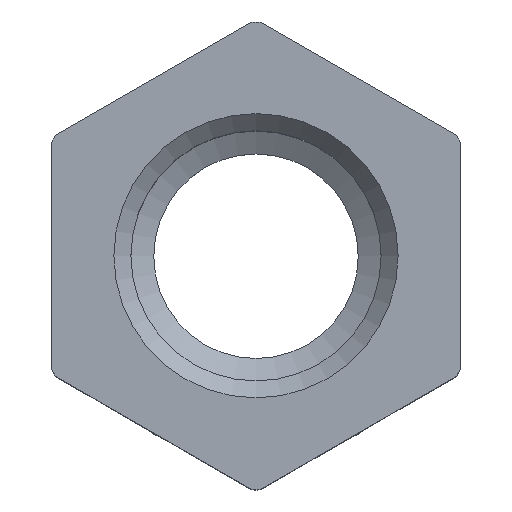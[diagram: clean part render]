
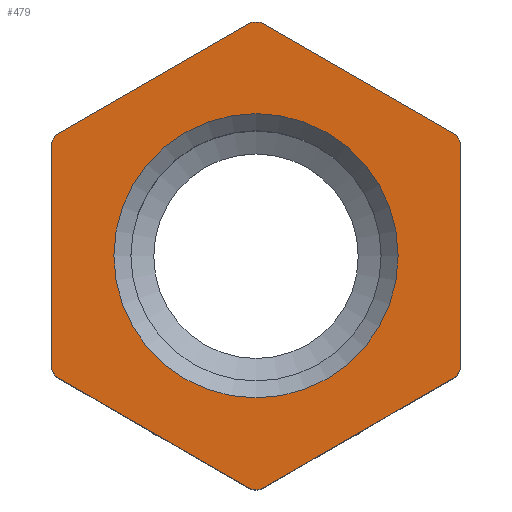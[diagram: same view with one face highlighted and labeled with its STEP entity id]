
A CAD part, top view. The second image highlights one B-rep face of the part: STEP entity #479.
In plain terms, the highlighted planar face has unit normal (0, 0, 1).
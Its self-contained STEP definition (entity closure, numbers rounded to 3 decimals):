
#56=LINE('',#761,#74);
#57=LINE('',#765,#75);
#58=LINE('',#769,#76);
#59=LINE('',#773,#77);
#60=LINE('',#777,#78);
#61=LINE('',#781,#79);
#74=VECTOR('',#604,1000.);
#75=VECTOR('',#607,1000.);
#76=VECTOR('',#610,1000.);
#77=VECTOR('',#613,1000.);
#78=VECTOR('',#616,1000.);
#79=VECTOR('',#619,1000.);
#92=ORIENTED_EDGE('',*,*,#220,.T.);
#93=ORIENTED_EDGE('',*,*,#221,.F.);
#94=ORIENTED_EDGE('',*,*,#222,.T.);
#95=ORIENTED_EDGE('',*,*,#223,.F.);
#96=ORIENTED_EDGE('',*,*,#224,.T.);
#97=ORIENTED_EDGE('',*,*,#225,.F.);
#98=ORIENTED_EDGE('',*,*,#226,.T.);
#99=ORIENTED_EDGE('',*,*,#227,.F.);
#100=ORIENTED_EDGE('',*,*,#228,.T.);
#101=ORIENTED_EDGE('',*,*,#229,.F.);
#102=ORIENTED_EDGE('',*,*,#230,.T.);
#103=ORIENTED_EDGE('',*,*,#231,.F.);
#104=ORIENTED_EDGE('',*,*,#232,.T.);
#220=EDGE_CURVE('',#284,#284,#330,.T.);
#221=EDGE_CURVE('',#285,#286,#331,.T.);
#222=EDGE_CURVE('',#285,#287,#56,.T.);
#223=EDGE_CURVE('',#288,#287,#332,.T.);
#224=EDGE_CURVE('',#288,#289,#57,.T.);
#225=EDGE_CURVE('',#290,#289,#333,.T.);
#226=EDGE_CURVE('',#290,#291,#58,.T.);
#227=EDGE_CURVE('',#292,#291,#334,.T.);
#228=EDGE_CURVE('',#292,#293,#59,.T.);
#229=EDGE_CURVE('',#294,#293,#335,.T.);
#230=EDGE_CURVE('',#294,#295,#60,.T.);
#231=EDGE_CURVE('',#296,#295,#336,.T.);
#232=EDGE_CURVE('',#296,#286,#61,.T.);
#284=VERTEX_POINT('',#757);
#285=VERTEX_POINT('',#759);
#286=VERTEX_POINT('',#760);
#287=VERTEX_POINT('',#762);
#288=VERTEX_POINT('',#764);
#289=VERTEX_POINT('',#766);
#290=VERTEX_POINT('',#768);
#291=VERTEX_POINT('',#770);
#292=VERTEX_POINT('',#772);
#293=VERTEX_POINT('',#774);
#294=VERTEX_POINT('',#776);
#295=VERTEX_POINT('',#778);
#296=VERTEX_POINT('',#780);
#330=CIRCLE('',#528,4.864);
#331=CIRCLE('',#529,8.);
#332=CIRCLE('',#530,8.);
#333=CIRCLE('',#531,8.);
#334=CIRCLE('',#532,8.);
#335=CIRCLE('',#533,8.);
#336=CIRCLE('',#534,8.);
#364=EDGE_LOOP('',(#92));
#365=EDGE_LOOP('',(#93,#94,#95,#96,#97,#98,#99,#100,#101,#102,#103,#104));
#416=FACE_BOUND('',#364,.T.);
#417=FACE_BOUND('',#365,.T.);
#468=PLANE('',#527);
#479=ADVANCED_FACE('',(#416,#417),#468,.T.);
#527=AXIS2_PLACEMENT_3D('',#755,#598,#599);
#528=AXIS2_PLACEMENT_3D('',#756,#600,#601);
#529=AXIS2_PLACEMENT_3D('',#758,#602,#603);
#530=AXIS2_PLACEMENT_3D('',#763,#605,#606);
#531=AXIS2_PLACEMENT_3D('',#767,#608,#609);
#532=AXIS2_PLACEMENT_3D('',#771,#611,#612);
#533=AXIS2_PLACEMENT_3D('',#775,#614,#615);
#534=AXIS2_PLACEMENT_3D('',#779,#617,#618);
#598=DIRECTION('',(0.,0.,1.));
#599=DIRECTION('',(1.,0.,0.));
#600=DIRECTION('',(0.,0.,-1.));
#601=DIRECTION('',(-1.,0.,0.));
#602=DIRECTION('',(0.,0.,-1.));
#603=DIRECTION('',(-1.,0.,0.));
#604=DIRECTION('',(0.,-1.,0.));
#605=DIRECTION('',(0.,0.,-1.));
#606=DIRECTION('',(-1.,0.,0.));
#607=DIRECTION('',(0.866,-0.5,0.));
#608=DIRECTION('',(0.,0.,-1.));
#609=DIRECTION('',(-1.,0.,0.));
#610=DIRECTION('',(0.866,0.5,0.));
#611=DIRECTION('',(0.,0.,-1.));
#612=DIRECTION('',(-1.,0.,0.));
#613=DIRECTION('',(0.,1.,0.));
#614=DIRECTION('',(0.,0.,-1.));
#615=DIRECTION('',(-1.,0.,0.));
#616=DIRECTION('',(-0.866,0.5,0.));
#617=DIRECTION('',(0.,0.,-1.));
#618=DIRECTION('',(-1.,0.,0.));
#619=DIRECTION('',(-0.866,-0.5,0.));
#755=CARTESIAN_POINT('',(0.,8.,0.));
#756=CARTESIAN_POINT('',(0.,0.,0.));
#757=CARTESIAN_POINT('',(-4.864,0.,0.));
#758=CARTESIAN_POINT('',(0.,0.,0.));
#759=CARTESIAN_POINT('',(-7.,3.873,0.));
#760=CARTESIAN_POINT('',(-6.854,4.126,0.));
#761=CARTESIAN_POINT('',(-7.,4.041,0.));
#762=CARTESIAN_POINT('',(-7.,-3.873,0.));
#763=CARTESIAN_POINT('',(0.,0.,0.));
#764=CARTESIAN_POINT('',(-6.854,-4.126,0.));
#765=CARTESIAN_POINT('',(-7.,-4.041,0.));
#766=CARTESIAN_POINT('',(-0.146,-7.999,0.));
#767=CARTESIAN_POINT('',(0.,0.,0.));
#768=CARTESIAN_POINT('',(0.146,-7.999,0.));
#769=CARTESIAN_POINT('',(0.,-8.083,0.));
#770=CARTESIAN_POINT('',(6.854,-4.126,0.));
#771=CARTESIAN_POINT('',(0.,0.,0.));
#772=CARTESIAN_POINT('',(7.,-3.873,0.));
#773=CARTESIAN_POINT('',(7.,-4.041,0.));
#774=CARTESIAN_POINT('',(7.,3.873,0.));
#775=CARTESIAN_POINT('',(0.,0.,0.));
#776=CARTESIAN_POINT('',(6.854,4.126,0.));
#777=CARTESIAN_POINT('',(7.,4.041,0.));
#778=CARTESIAN_POINT('',(0.146,7.999,0.));
#779=CARTESIAN_POINT('',(0.,0.,0.));
#780=CARTESIAN_POINT('',(-0.146,7.999,0.));
#781=CARTESIAN_POINT('',(0.,8.083,0.));
